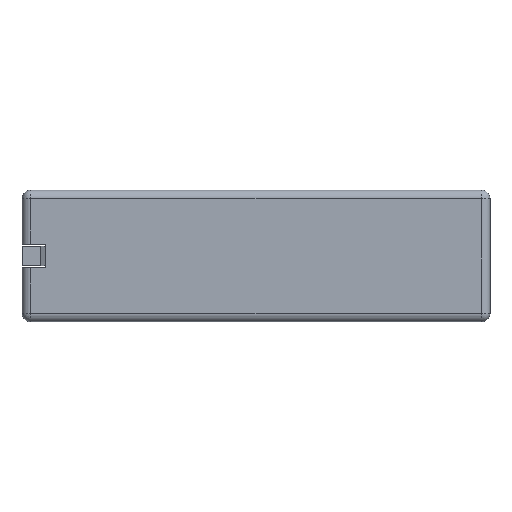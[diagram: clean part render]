
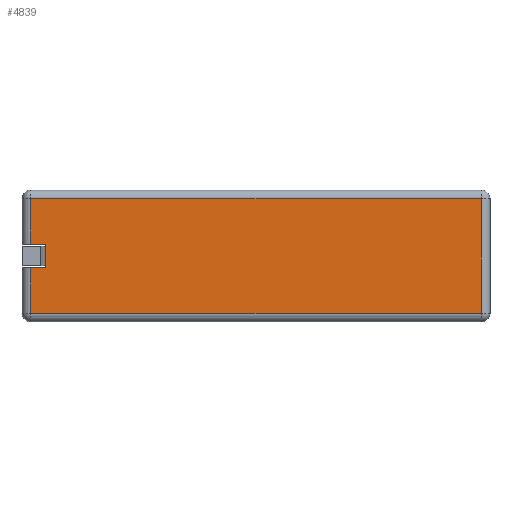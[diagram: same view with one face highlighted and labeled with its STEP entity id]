
A CAD part, top view. The second image highlights one B-rep face of the part: STEP entity #4839.
In plain terms, the highlighted planar face has unit normal (0, 0, 1).
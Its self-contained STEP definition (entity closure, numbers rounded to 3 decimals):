
#307 = PLANE('',#308);
#308 = AXIS2_PLACEMENT_3D('',#309,#310,#311);
#309 = CARTESIAN_POINT('',(-54.5,2.75,0.));
#310 = DIRECTION('',(0.,1.,0.));
#311 = DIRECTION('',(1.,0.,0.));
#335 = PLANE('',#336);
#336 = AXIS2_PLACEMENT_3D('',#337,#338,#339);
#337 = CARTESIAN_POINT('',(-49.,2.75,0.));
#338 = DIRECTION('',(1.,0.,0.));
#339 = DIRECTION('',(0.,-1.,0.));
#363 = PLANE('',#364);
#364 = AXIS2_PLACEMENT_3D('',#365,#366,#367);
#365 = CARTESIAN_POINT('',(-49.,0.,0.));
#366 = DIRECTION('',(1.,0.,0.));
#367 = DIRECTION('',(0.,-1.,0.));
#391 = PLANE('',#392);
#392 = AXIS2_PLACEMENT_3D('',#393,#394,#395);
#393 = CARTESIAN_POINT('',(-49.,-2.75,0.));
#394 = DIRECTION('',(0.,-1.,0.));
#395 = DIRECTION('',(-1.,0.,0.));
#2167 = CYLINDRICAL_SURFACE('',#2168,1.98);
#2168 = AXIS2_PLACEMENT_3D('',#2169,#2170,#2171);
#2169 = CARTESIAN_POINT('',(-52.52,13.37,0.02));
#2170 = DIRECTION('',(1.,0.,0.));
#2171 = DIRECTION('',(0.,1.,0.));
#2241 = CYLINDRICAL_SURFACE('',#2242,1.98);
#2242 = AXIS2_PLACEMENT_3D('',#2243,#2244,#2245);
#2243 = CARTESIAN_POINT('',(-52.52,2.75,0.02));
#2244 = DIRECTION('',(0.,1.,0.));
#2245 = DIRECTION('',(-1.,0.,0.));
#2315 = VERTEX_POINT('',#2316);
#2316 = CARTESIAN_POINT('',(-52.52,2.75,2.));
#2338 = EDGE_CURVE('',#2315,#2339,#2341,.T.);
#2339 = VERTEX_POINT('',#2340);
#2340 = CARTESIAN_POINT('',(-49.,2.75,2.));
#2341 = SURFACE_CURVE('',#2342,(#2346,#2353),.PCURVE_S1.);
#2342 = LINE('',#2343,#2344);
#2343 = CARTESIAN_POINT('',(-54.5,2.75,2.));
#2344 = VECTOR('',#2345,1.);
#2345 = DIRECTION('',(1.,0.,0.));
#2346 = PCURVE('',#307,#2347);
#2347 = DEFINITIONAL_REPRESENTATION('',(#2348),#2352);
#2348 = LINE('',#2349,#2350);
#2349 = CARTESIAN_POINT('',(0.,-2.));
#2350 = VECTOR('',#2351,1.);
#2351 = DIRECTION('',(1.,0.));
#2352 = ( GEOMETRIC_REPRESENTATION_CONTEXT(2) 
PARAMETRIC_REPRESENTATION_CONTEXT() REPRESENTATION_CONTEXT('2D SPACE',''
  ) );
#2353 = PCURVE('',#2354,#2359);
#2354 = PLANE('',#2355);
#2355 = AXIS2_PLACEMENT_3D('',#2356,#2357,#2358);
#2356 = CARTESIAN_POINT('',(-1.879,0.,2.));
#2357 = DIRECTION('',(0.,0.,1.));
#2358 = DIRECTION('',(1.,0.,0.));
#2359 = DEFINITIONAL_REPRESENTATION('',(#2360),#2364);
#2360 = LINE('',#2361,#2362);
#2361 = CARTESIAN_POINT('',(-52.621,2.75));
#2362 = VECTOR('',#2363,1.);
#2363 = DIRECTION('',(1.,0.));
#2364 = ( GEOMETRIC_REPRESENTATION_CONTEXT(2) 
PARAMETRIC_REPRESENTATION_CONTEXT() REPRESENTATION_CONTEXT('2D SPACE',''
  ) );
#2408 = CYLINDRICAL_SURFACE('',#2409,1.98);
#2409 = AXIS2_PLACEMENT_3D('',#2410,#2411,#2412);
#2410 = CARTESIAN_POINT('',(52.52,13.37,0.02));
#2411 = DIRECTION('',(0.,-1.,0.));
#2412 = DIRECTION('',(1.,0.,0.));
#2446 = EDGE_CURVE('',#2339,#2447,#2449,.T.);
#2447 = VERTEX_POINT('',#2448);
#2448 = CARTESIAN_POINT('',(-49.,0.,2.));
#2449 = SURFACE_CURVE('',#2450,(#2454,#2461),.PCURVE_S1.);
#2450 = LINE('',#2451,#2452);
#2451 = CARTESIAN_POINT('',(-49.,2.75,2.));
#2452 = VECTOR('',#2453,1.);
#2453 = DIRECTION('',(0.,-1.,0.));
#2454 = PCURVE('',#335,#2455);
#2455 = DEFINITIONAL_REPRESENTATION('',(#2456),#2460);
#2456 = LINE('',#2457,#2458);
#2457 = CARTESIAN_POINT('',(0.,-2.));
#2458 = VECTOR('',#2459,1.);
#2459 = DIRECTION('',(1.,0.));
#2460 = ( GEOMETRIC_REPRESENTATION_CONTEXT(2) 
PARAMETRIC_REPRESENTATION_CONTEXT() REPRESENTATION_CONTEXT('2D SPACE',''
  ) );
#2461 = PCURVE('',#2354,#2462);
#2462 = DEFINITIONAL_REPRESENTATION('',(#2463),#2467);
#2463 = LINE('',#2464,#2465);
#2464 = CARTESIAN_POINT('',(-47.121,2.75));
#2465 = VECTOR('',#2466,1.);
#2466 = DIRECTION('',(0.,-1.));
#2467 = ( GEOMETRIC_REPRESENTATION_CONTEXT(2) 
PARAMETRIC_REPRESENTATION_CONTEXT() REPRESENTATION_CONTEXT('2D SPACE',''
  ) );
#2550 = EDGE_CURVE('',#2447,#2551,#2553,.T.);
#2551 = VERTEX_POINT('',#2552);
#2552 = CARTESIAN_POINT('',(-49.,-2.75,2.));
#2553 = SURFACE_CURVE('',#2554,(#2558,#2565),.PCURVE_S1.);
#2554 = LINE('',#2555,#2556);
#2555 = CARTESIAN_POINT('',(-49.,0.,2.));
#2556 = VECTOR('',#2557,1.);
#2557 = DIRECTION('',(0.,-1.,0.));
#2558 = PCURVE('',#363,#2559);
#2559 = DEFINITIONAL_REPRESENTATION('',(#2560),#2564);
#2560 = LINE('',#2561,#2562);
#2561 = CARTESIAN_POINT('',(0.,-2.));
#2562 = VECTOR('',#2563,1.);
#2563 = DIRECTION('',(1.,0.));
#2564 = ( GEOMETRIC_REPRESENTATION_CONTEXT(2) 
PARAMETRIC_REPRESENTATION_CONTEXT() REPRESENTATION_CONTEXT('2D SPACE',''
  ) );
#2565 = PCURVE('',#2354,#2566);
#2566 = DEFINITIONAL_REPRESENTATION('',(#2567),#2571);
#2567 = LINE('',#2568,#2569);
#2568 = CARTESIAN_POINT('',(-47.121,0.));
#2569 = VECTOR('',#2570,1.);
#2570 = DIRECTION('',(0.,-1.));
#2571 = ( GEOMETRIC_REPRESENTATION_CONTEXT(2) 
PARAMETRIC_REPRESENTATION_CONTEXT() REPRESENTATION_CONTEXT('2D SPACE',''
  ) );
#2615 = CYLINDRICAL_SURFACE('',#2616,1.98);
#2616 = AXIS2_PLACEMENT_3D('',#2617,#2618,#2619);
#2617 = CARTESIAN_POINT('',(52.52,-13.37,0.02));
#2618 = DIRECTION('',(-1.,0.,0.));
#2619 = DIRECTION('',(0.,-1.,0.));
#2677 = EDGE_CURVE('',#2551,#2678,#2680,.T.);
#2678 = VERTEX_POINT('',#2679);
#2679 = CARTESIAN_POINT('',(-52.52,-2.75,2.));
#2680 = SURFACE_CURVE('',#2681,(#2685,#2692),.PCURVE_S1.);
#2681 = LINE('',#2682,#2683);
#2682 = CARTESIAN_POINT('',(-49.,-2.75,2.));
#2683 = VECTOR('',#2684,1.);
#2684 = DIRECTION('',(-1.,0.,0.));
#2685 = PCURVE('',#391,#2686);
#2686 = DEFINITIONAL_REPRESENTATION('',(#2687),#2691);
#2687 = LINE('',#2688,#2689);
#2688 = CARTESIAN_POINT('',(0.,-2.));
#2689 = VECTOR('',#2690,1.);
#2690 = DIRECTION('',(1.,0.));
#2691 = ( GEOMETRIC_REPRESENTATION_CONTEXT(2) 
PARAMETRIC_REPRESENTATION_CONTEXT() REPRESENTATION_CONTEXT('2D SPACE',''
  ) );
#2692 = PCURVE('',#2354,#2693);
#2693 = DEFINITIONAL_REPRESENTATION('',(#2694),#2698);
#2694 = LINE('',#2695,#2696);
#2695 = CARTESIAN_POINT('',(-47.121,-2.75));
#2696 = VECTOR('',#2697,1.);
#2697 = DIRECTION('',(-1.,0.));
#2698 = ( GEOMETRIC_REPRESENTATION_CONTEXT(2) 
PARAMETRIC_REPRESENTATION_CONTEXT() REPRESENTATION_CONTEXT('2D SPACE',''
  ) );
#2719 = CYLINDRICAL_SURFACE('',#2720,1.98);
#2720 = AXIS2_PLACEMENT_3D('',#2721,#2722,#2723);
#2721 = CARTESIAN_POINT('',(-52.52,-13.37,0.02));
#2722 = DIRECTION('',(0.,1.,0.));
#2723 = DIRECTION('',(-1.,0.,0.));
#4690 = VERTEX_POINT('',#4691);
#4691 = CARTESIAN_POINT('',(-52.52,13.37,2.));
#4740 = EDGE_CURVE('',#4690,#4741,#4743,.T.);
#4741 = VERTEX_POINT('',#4742);
#4742 = CARTESIAN_POINT('',(52.52,13.37,2.));
#4743 = SURFACE_CURVE('',#4744,(#4748,#4755),.PCURVE_S1.);
#4744 = LINE('',#4745,#4746);
#4745 = CARTESIAN_POINT('',(-52.52,13.37,2.));
#4746 = VECTOR('',#4747,1.);
#4747 = DIRECTION('',(1.,0.,0.));
#4748 = PCURVE('',#2167,#4749);
#4749 = DEFINITIONAL_REPRESENTATION('',(#4750),#4754);
#4750 = LINE('',#4751,#4752);
#4751 = CARTESIAN_POINT('',(1.571,0.));
#4752 = VECTOR('',#4753,1.);
#4753 = DIRECTION('',(0.,1.));
#4754 = ( GEOMETRIC_REPRESENTATION_CONTEXT(2) 
PARAMETRIC_REPRESENTATION_CONTEXT() REPRESENTATION_CONTEXT('2D SPACE',''
  ) );
#4755 = PCURVE('',#2354,#4756);
#4756 = DEFINITIONAL_REPRESENTATION('',(#4757),#4761);
#4757 = LINE('',#4758,#4759);
#4758 = CARTESIAN_POINT('',(-50.641,13.37));
#4759 = VECTOR('',#4760,1.);
#4760 = DIRECTION('',(1.,0.));
#4761 = ( GEOMETRIC_REPRESENTATION_CONTEXT(2) 
PARAMETRIC_REPRESENTATION_CONTEXT() REPRESENTATION_CONTEXT('2D SPACE',''
  ) );
#4790 = EDGE_CURVE('',#2315,#4690,#4791,.T.);
#4791 = SURFACE_CURVE('',#4792,(#4796,#4803),.PCURVE_S1.);
#4792 = LINE('',#4793,#4794);
#4793 = CARTESIAN_POINT('',(-52.52,2.75,2.));
#4794 = VECTOR('',#4795,1.);
#4795 = DIRECTION('',(0.,1.,0.));
#4796 = PCURVE('',#2241,#4797);
#4797 = DEFINITIONAL_REPRESENTATION('',(#4798),#4802);
#4798 = LINE('',#4799,#4800);
#4799 = CARTESIAN_POINT('',(1.571,0.));
#4800 = VECTOR('',#4801,1.);
#4801 = DIRECTION('',(0.,1.));
#4802 = ( GEOMETRIC_REPRESENTATION_CONTEXT(2) 
PARAMETRIC_REPRESENTATION_CONTEXT() REPRESENTATION_CONTEXT('2D SPACE',''
  ) );
#4803 = PCURVE('',#2354,#4804);
#4804 = DEFINITIONAL_REPRESENTATION('',(#4805),#4809);
#4805 = LINE('',#4806,#4807);
#4806 = CARTESIAN_POINT('',(-50.641,2.75));
#4807 = VECTOR('',#4808,1.);
#4808 = DIRECTION('',(0.,1.));
#4809 = ( GEOMETRIC_REPRESENTATION_CONTEXT(2) 
PARAMETRIC_REPRESENTATION_CONTEXT() REPRESENTATION_CONTEXT('2D SPACE',''
  ) );
#4839 = ADVANCED_FACE('',(#4840),#2354,.T.);
#4840 = FACE_BOUND('',#4841,.T.);
#4841 = EDGE_LOOP('',(#4842,#4843,#4844,#4845,#4846,#4869,#4892,#4913,
    #4914));
#4842 = ORIENTED_EDGE('',*,*,#2338,.T.);
#4843 = ORIENTED_EDGE('',*,*,#2446,.T.);
#4844 = ORIENTED_EDGE('',*,*,#2550,.T.);
#4845 = ORIENTED_EDGE('',*,*,#2677,.T.);
#4846 = ORIENTED_EDGE('',*,*,#4847,.F.);
#4847 = EDGE_CURVE('',#4848,#2678,#4850,.T.);
#4848 = VERTEX_POINT('',#4849);
#4849 = CARTESIAN_POINT('',(-52.52,-13.37,2.));
#4850 = SURFACE_CURVE('',#4851,(#4855,#4862),.PCURVE_S1.);
#4851 = LINE('',#4852,#4853);
#4852 = CARTESIAN_POINT('',(-52.52,-13.37,2.));
#4853 = VECTOR('',#4854,1.);
#4854 = DIRECTION('',(0.,1.,0.));
#4855 = PCURVE('',#2354,#4856);
#4856 = DEFINITIONAL_REPRESENTATION('',(#4857),#4861);
#4857 = LINE('',#4858,#4859);
#4858 = CARTESIAN_POINT('',(-50.641,-13.37));
#4859 = VECTOR('',#4860,1.);
#4860 = DIRECTION('',(0.,1.));
#4861 = ( GEOMETRIC_REPRESENTATION_CONTEXT(2) 
PARAMETRIC_REPRESENTATION_CONTEXT() REPRESENTATION_CONTEXT('2D SPACE',''
  ) );
#4862 = PCURVE('',#2719,#4863);
#4863 = DEFINITIONAL_REPRESENTATION('',(#4864),#4868);
#4864 = LINE('',#4865,#4866);
#4865 = CARTESIAN_POINT('',(1.571,0.));
#4866 = VECTOR('',#4867,1.);
#4867 = DIRECTION('',(0.,1.));
#4868 = ( GEOMETRIC_REPRESENTATION_CONTEXT(2) 
PARAMETRIC_REPRESENTATION_CONTEXT() REPRESENTATION_CONTEXT('2D SPACE',''
  ) );
#4869 = ORIENTED_EDGE('',*,*,#4870,.F.);
#4870 = EDGE_CURVE('',#4871,#4848,#4873,.T.);
#4871 = VERTEX_POINT('',#4872);
#4872 = CARTESIAN_POINT('',(52.52,-13.37,2.));
#4873 = SURFACE_CURVE('',#4874,(#4878,#4885),.PCURVE_S1.);
#4874 = LINE('',#4875,#4876);
#4875 = CARTESIAN_POINT('',(52.52,-13.37,2.));
#4876 = VECTOR('',#4877,1.);
#4877 = DIRECTION('',(-1.,0.,0.));
#4878 = PCURVE('',#2354,#4879);
#4879 = DEFINITIONAL_REPRESENTATION('',(#4880),#4884);
#4880 = LINE('',#4881,#4882);
#4881 = CARTESIAN_POINT('',(54.399,-13.37));
#4882 = VECTOR('',#4883,1.);
#4883 = DIRECTION('',(-1.,0.));
#4884 = ( GEOMETRIC_REPRESENTATION_CONTEXT(2) 
PARAMETRIC_REPRESENTATION_CONTEXT() REPRESENTATION_CONTEXT('2D SPACE',''
  ) );
#4885 = PCURVE('',#2615,#4886);
#4886 = DEFINITIONAL_REPRESENTATION('',(#4887),#4891);
#4887 = LINE('',#4888,#4889);
#4888 = CARTESIAN_POINT('',(1.571,0.));
#4889 = VECTOR('',#4890,1.);
#4890 = DIRECTION('',(0.,1.));
#4891 = ( GEOMETRIC_REPRESENTATION_CONTEXT(2) 
PARAMETRIC_REPRESENTATION_CONTEXT() REPRESENTATION_CONTEXT('2D SPACE',''
  ) );
#4892 = ORIENTED_EDGE('',*,*,#4893,.F.);
#4893 = EDGE_CURVE('',#4741,#4871,#4894,.T.);
#4894 = SURFACE_CURVE('',#4895,(#4899,#4906),.PCURVE_S1.);
#4895 = LINE('',#4896,#4897);
#4896 = CARTESIAN_POINT('',(52.52,13.37,2.));
#4897 = VECTOR('',#4898,1.);
#4898 = DIRECTION('',(0.,-1.,0.));
#4899 = PCURVE('',#2354,#4900);
#4900 = DEFINITIONAL_REPRESENTATION('',(#4901),#4905);
#4901 = LINE('',#4902,#4903);
#4902 = CARTESIAN_POINT('',(54.399,13.37));
#4903 = VECTOR('',#4904,1.);
#4904 = DIRECTION('',(0.,-1.));
#4905 = ( GEOMETRIC_REPRESENTATION_CONTEXT(2) 
PARAMETRIC_REPRESENTATION_CONTEXT() REPRESENTATION_CONTEXT('2D SPACE',''
  ) );
#4906 = PCURVE('',#2408,#4907);
#4907 = DEFINITIONAL_REPRESENTATION('',(#4908),#4912);
#4908 = LINE('',#4909,#4910);
#4909 = CARTESIAN_POINT('',(1.571,0.));
#4910 = VECTOR('',#4911,1.);
#4911 = DIRECTION('',(0.,1.));
#4912 = ( GEOMETRIC_REPRESENTATION_CONTEXT(2) 
PARAMETRIC_REPRESENTATION_CONTEXT() REPRESENTATION_CONTEXT('2D SPACE',''
  ) );
#4913 = ORIENTED_EDGE('',*,*,#4740,.F.);
#4914 = ORIENTED_EDGE('',*,*,#4790,.F.);
